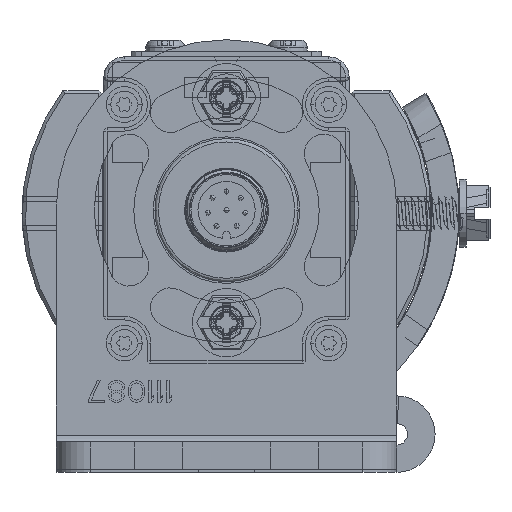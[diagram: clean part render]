
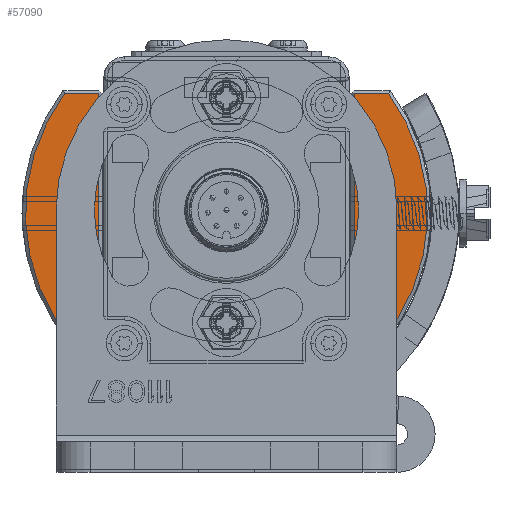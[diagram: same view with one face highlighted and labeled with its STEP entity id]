
A CAD part, front view. The second image highlights one B-rep face of the part: STEP entity #57090.
In plain terms, the highlighted face is planar.
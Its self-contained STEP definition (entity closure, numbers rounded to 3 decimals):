
#56075=DIRECTION('',(1.,0.,0.));
#56076=VECTOR('',#56075,37.);
#56077=CARTESIAN_POINT('',(-19.5,-18.75,-10.));
#56078=LINE('',#56077,#56076);
#56095=DIRECTION('',(0.,-1.,0.));
#56096=VECTOR('',#56095,4.999);
#56097=CARTESIAN_POINT('',(17.5,-18.75,-10.));
#56098=LINE('',#56097,#56096);
#56113=CARTESIAN_POINT('',(0.,0.,-10.));
#56114=DIRECTION('',(0.,0.,-1.));
#56115=DIRECTION('',(0.593,-0.805,0.));
#56116=AXIS2_PLACEMENT_3D('',#56113,#56114,#56115);
#56736=CARTESIAN_POINT('',(-19.5,15.25,-10.));
#56737=DIRECTION('',(0.,0.,1.));
#56738=DIRECTION('',(0.,1.,0.));
#56739=AXIS2_PLACEMENT_3D('',#56736,#56737,#56738);
#56741=DIRECTION('',(-1.,0.,0.));
#56742=VECTOR('',#56741,37.);
#56743=CARTESIAN_POINT('',(17.5,18.75,-10.));
#56744=LINE('',#56743,#56742);
#56757=DIRECTION('',(0.,-1.,0.));
#56758=VECTOR('',#56757,4.999);
#56759=CARTESIAN_POINT('',(17.5,23.749,-10.));
#56760=LINE('',#56759,#56758);
#56774=DIRECTION('',(0.,-1.,0.));
#56775=VECTOR('',#56774,30.5);
#56776=CARTESIAN_POINT('',(-23.,15.25,-10.));
#56777=LINE('',#56776,#56775);
#56795=CARTESIAN_POINT('',(-19.5,-15.25,-10.));
#56796=DIRECTION('',(0.,0.,1.));
#56797=DIRECTION('',(-1.,0.,0.));
#56798=AXIS2_PLACEMENT_3D('',#56795,#56796,#56797);
#56895=CARTESIAN_POINT('',(17.5,-23.749,-10.));
#56896=CARTESIAN_POINT('',(17.5,23.749,-10.));
#56897=VERTEX_POINT('',#56895);
#56898=VERTEX_POINT('',#56896);
#56899=CARTESIAN_POINT('',(17.5,18.75,-10.));
#56900=VERTEX_POINT('',#56899);
#56903=CARTESIAN_POINT('',(17.5,-18.75,-10.));
#56904=VERTEX_POINT('',#56903);
#57051=CARTESIAN_POINT('',(-19.5,18.75,-10.));
#57052=VERTEX_POINT('',#57051);
#57057=CARTESIAN_POINT('',(-23.,15.25,-10.));
#57058=VERTEX_POINT('',#57057);
#57059=CARTESIAN_POINT('',(-23.,-15.25,-10.));
#57060=VERTEX_POINT('',#57059);
#57065=CARTESIAN_POINT('',(-19.5,-18.75,-10.));
#57066=VERTEX_POINT('',#57065);
#57067=CARTESIAN_POINT('',(0.,0.,-10.));
#57068=DIRECTION('',(0.,0.,1.));
#57069=DIRECTION('',(1.,0.,0.));
#57070=AXIS2_PLACEMENT_3D('',#57067,#57068,#57069);
#57071=PLANE('',#57070);
#57073=ORIENTED_EDGE('',*,*,#57072,.F.);
#57075=ORIENTED_EDGE('',*,*,#57074,.F.);
#57077=ORIENTED_EDGE('',*,*,#57076,.F.);
#57079=ORIENTED_EDGE('',*,*,#57078,.F.);
#57081=ORIENTED_EDGE('',*,*,#57080,.F.);
#57083=ORIENTED_EDGE('',*,*,#57082,.F.);
#57085=ORIENTED_EDGE('',*,*,#57084,.F.);
#57087=ORIENTED_EDGE('',*,*,#57086,.F.);
#57088=EDGE_LOOP('',(#57073,#57075,#57077,#57079,#57081,#57083,#57085,#57087));
#57089=FACE_OUTER_BOUND('',#57088,.F.);
#57090=ADVANCED_FACE('',(#57089),#57071,.F.);
#56117=CIRCLE('',#56116,29.5);
#56740=CIRCLE('',#56739,3.5);
#56799=CIRCLE('',#56798,3.5);
#57072=EDGE_CURVE('',#57066,#56904,#56078,.T.);
#57074=EDGE_CURVE('',#57060,#57066,#56799,.T.);
#57076=EDGE_CURVE('',#57058,#57060,#56777,.T.);
#57078=EDGE_CURVE('',#57052,#57058,#56740,.T.);
#57080=EDGE_CURVE('',#56900,#57052,#56744,.T.);
#57082=EDGE_CURVE('',#56898,#56900,#56760,.T.);
#57084=EDGE_CURVE('',#56897,#56898,#56117,.T.);
#57086=EDGE_CURVE('',#56904,#56897,#56098,.T.);
